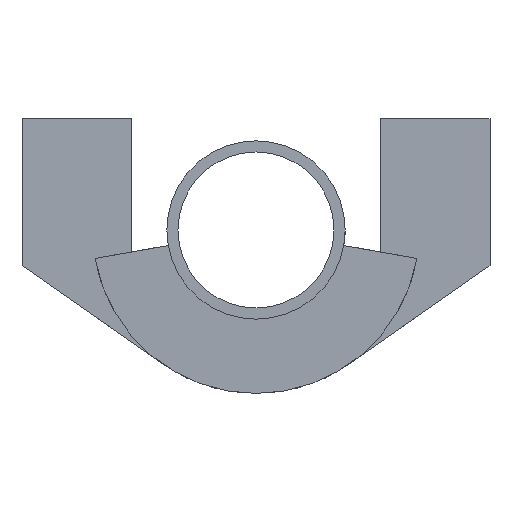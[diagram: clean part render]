
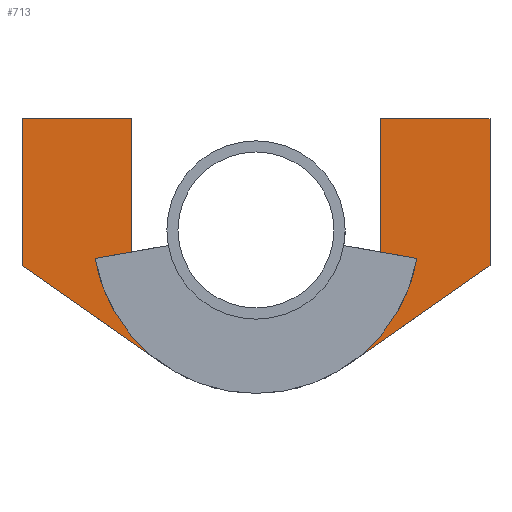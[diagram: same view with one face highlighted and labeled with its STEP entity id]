
A CAD part, left-side view. The second image highlights one B-rep face of the part: STEP entity #713.
In plain terms, the highlighted planar face has unit normal (-1, 0, 0).
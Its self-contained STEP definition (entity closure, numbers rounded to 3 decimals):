
#38=FACE_OUTER_BOUND('',#73,.T.);
#73=EDGE_LOOP('',(#528,#529,#530,#531,#532,#533,#534,#535,#536,#537,#538,
#539,#540,#541,#542,#543));
#103=CIRCLE('',#761,22.);
#107=CIRCLE('',#771,22.);
#108=CIRCLE('',#772,22.);
#109=CIRCLE('',#773,17.);
#145=LINE('',#1064,#227);
#152=LINE('',#1082,#234);
#159=LINE('',#1106,#241);
#160=LINE('',#1107,#242);
#161=LINE('',#1109,#243);
#162=LINE('',#1110,#244);
#163=LINE('',#1112,#245);
#164=LINE('',#1114,#246);
#165=LINE('',#1116,#247);
#166=LINE('',#1118,#248);
#167=LINE('',#1122,#249);
#168=LINE('',#1125,#250);
#227=VECTOR('',#850,10.);
#234=VECTOR('',#867,10.);
#241=VECTOR('',#892,10.);
#242=VECTOR('',#893,10.);
#243=VECTOR('',#894,10.);
#244=VECTOR('',#895,10.);
#245=VECTOR('',#896,10.);
#246=VECTOR('',#897,10.);
#247=VECTOR('',#898,10.);
#248=VECTOR('',#899,10.);
#249=VECTOR('',#902,10.);
#250=VECTOR('',#905,10.);
#308=VERTEX_POINT('',#1061);
#309=VERTEX_POINT('',#1063);
#311=VERTEX_POINT('',#1071);
#314=VERTEX_POINT('',#1079);
#315=VERTEX_POINT('',#1081);
#321=VERTEX_POINT('',#1102);
#322=VERTEX_POINT('',#1103);
#323=VERTEX_POINT('',#1105);
#324=VERTEX_POINT('',#1108);
#325=VERTEX_POINT('',#1111);
#326=VERTEX_POINT('',#1113);
#327=VERTEX_POINT('',#1115);
#328=VERTEX_POINT('',#1117);
#329=VERTEX_POINT('',#1119);
#330=VERTEX_POINT('',#1121);
#331=VERTEX_POINT('',#1123);
#383=EDGE_CURVE('',#309,#308,#145,.T.);
#387=EDGE_CURVE('',#309,#311,#103,.T.);
#392=EDGE_CURVE('',#315,#314,#152,.T.);
#402=EDGE_CURVE('',#321,#322,#107,.T.);
#403=EDGE_CURVE('',#323,#321,#159,.T.);
#404=EDGE_CURVE('',#323,#315,#160,.T.);
#405=EDGE_CURVE('',#314,#324,#161,.T.);
#406=EDGE_CURVE('',#324,#311,#162,.T.);
#407=EDGE_CURVE('',#308,#325,#163,.T.);
#408=EDGE_CURVE('',#325,#326,#164,.T.);
#409=EDGE_CURVE('',#326,#327,#165,.T.);
#410=EDGE_CURVE('',#328,#327,#166,.T.);
#411=EDGE_CURVE('',#329,#328,#108,.T.);
#412=EDGE_CURVE('',#329,#330,#167,.T.);
#413=EDGE_CURVE('',#331,#330,#109,.T.);
#414=EDGE_CURVE('',#331,#322,#168,.T.);
#528=ORIENTED_EDGE('',*,*,#402,.F.);
#529=ORIENTED_EDGE('',*,*,#403,.F.);
#530=ORIENTED_EDGE('',*,*,#404,.T.);
#531=ORIENTED_EDGE('',*,*,#392,.T.);
#532=ORIENTED_EDGE('',*,*,#405,.T.);
#533=ORIENTED_EDGE('',*,*,#406,.T.);
#534=ORIENTED_EDGE('',*,*,#387,.F.);
#535=ORIENTED_EDGE('',*,*,#383,.T.);
#536=ORIENTED_EDGE('',*,*,#407,.T.);
#537=ORIENTED_EDGE('',*,*,#408,.T.);
#538=ORIENTED_EDGE('',*,*,#409,.T.);
#539=ORIENTED_EDGE('',*,*,#410,.F.);
#540=ORIENTED_EDGE('',*,*,#411,.F.);
#541=ORIENTED_EDGE('',*,*,#412,.T.);
#542=ORIENTED_EDGE('',*,*,#413,.F.);
#543=ORIENTED_EDGE('',*,*,#414,.T.);
#683=PLANE('',#770);
#713=ADVANCED_FACE('',(#38),#683,.F.);
#761=AXIS2_PLACEMENT_3D('',#1072,#859,#860);
#770=AXIS2_PLACEMENT_3D('',#1101,#888,#889);
#771=AXIS2_PLACEMENT_3D('',#1104,#890,#891);
#772=AXIS2_PLACEMENT_3D('',#1120,#900,#901);
#773=AXIS2_PLACEMENT_3D('',#1124,#903,#904);
#850=DIRECTION('',(0.,-0.819,0.574));
#859=DIRECTION('center_axis',(1.,0.,0.));
#860=DIRECTION('ref_axis',(0.,-0.985,-0.174));
#867=DIRECTION('',(0.,1.,0.));
#888=DIRECTION('center_axis',(1.,0.,0.));
#889=DIRECTION('ref_axis',(0.,1.,0.));
#890=DIRECTION('center_axis',(-1.,0.,0.));
#891=DIRECTION('ref_axis',(0.,-0.985,-0.174));
#892=DIRECTION('',(0.,0.985,-0.174));
#893=DIRECTION('',(0.,0.,1.));
#894=DIRECTION('',(0.,0.,-1.));
#895=DIRECTION('',(0.,-0.819,-0.574));
#896=DIRECTION('',(0.,0.,1.));
#897=DIRECTION('',(0.,1.,0.));
#898=DIRECTION('',(0.,0.,-1.));
#899=DIRECTION('',(0.,0.985,0.174));
#900=DIRECTION('center_axis',(-1.,0.,0.));
#901=DIRECTION('ref_axis',(0.,-0.985,-0.174));
#902=DIRECTION('',(0.,0.866,0.5));
#903=DIRECTION('center_axis',(-1.,0.,0.));
#904=DIRECTION('ref_axis',(0.,-0.985,-0.174));
#905=DIRECTION('',(0.,0.866,-0.5));
#1061=CARTESIAN_POINT('',(194.,-31.5,-4.801));
#1063=CARTESIAN_POINT('',(194.,-12.619,-18.021));
#1064=CARTESIAN_POINT('',(194.,-12.619,-18.021));
#1071=CARTESIAN_POINT('',(194.,12.619,-18.021));
#1072=CARTESIAN_POINT('Origin',(194.,0.,0.));
#1079=CARTESIAN_POINT('',(194.,31.5,15.));
#1081=CARTESIAN_POINT('',(194.,16.742,15.));
#1082=CARTESIAN_POINT('',(194.,31.5,15.));
#1101=CARTESIAN_POINT('Origin',(194.,0.,-3.5));
#1102=CARTESIAN_POINT('',(194.,21.666,-3.82));
#1103=CARTESIAN_POINT('',(194.,19.053,-11.));
#1104=CARTESIAN_POINT('Origin',(194.,0.,0.));
#1105=CARTESIAN_POINT('',(194.,16.742,-2.952));
#1106=CARTESIAN_POINT('',(194.,6.208,-1.095));
#1107=CARTESIAN_POINT('',(194.,16.742,-2.952));
#1108=CARTESIAN_POINT('',(194.,31.5,-4.801));
#1109=CARTESIAN_POINT('',(194.,31.5,15.));
#1110=CARTESIAN_POINT('',(194.,12.619,-18.021));
#1111=CARTESIAN_POINT('',(194.,-31.5,15.));
#1112=CARTESIAN_POINT('',(194.,-31.5,15.));
#1113=CARTESIAN_POINT('',(194.,-16.742,15.));
#1114=CARTESIAN_POINT('',(194.,-31.5,15.));
#1115=CARTESIAN_POINT('',(194.,-16.742,-2.952));
#1116=CARTESIAN_POINT('',(194.,-16.742,-2.952));
#1117=CARTESIAN_POINT('',(194.,-21.666,-3.82));
#1118=CARTESIAN_POINT('',(194.,-8.67,-1.529));
#1119=CARTESIAN_POINT('',(194.,-19.053,-11.));
#1120=CARTESIAN_POINT('Origin',(194.,0.,0.));
#1121=CARTESIAN_POINT('',(194.,-14.722,-8.5));
#1122=CARTESIAN_POINT('',(194.,-14.722,-8.5));
#1123=CARTESIAN_POINT('',(194.,14.722,-8.5));
#1124=CARTESIAN_POINT('Origin',(194.,0.,0.));
#1125=CARTESIAN_POINT('',(194.,14.722,-8.5));
